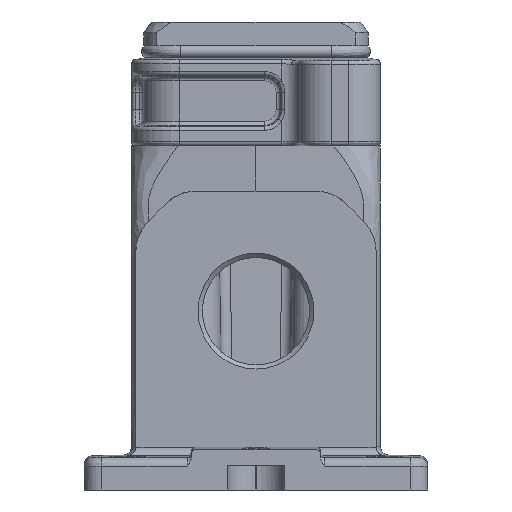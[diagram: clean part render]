
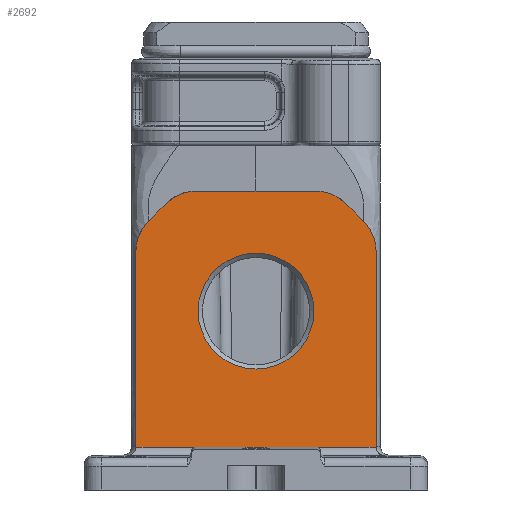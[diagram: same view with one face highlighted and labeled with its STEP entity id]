
A CAD part, left-side view. The second image highlights one B-rep face of the part: STEP entity #2692.
In plain terms, the highlighted planar face has unit normal (-1, 0, 0).
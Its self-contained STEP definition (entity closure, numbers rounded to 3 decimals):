
#2543=ELLIPSE('',#20011,2.,2.);
#2544=ELLIPSE('',#20012,1.,1.);
#2545=ELLIPSE('',#20013,1.,1.);
#2546=ELLIPSE('',#20014,2.,2.);
#2692=ADVANCED_FACE('',(#4797,#4798),#3670,.F.);
#3670=PLANE('',#20015);
#4196=CIRCLE('',#20006,13.5);
#4197=CIRCLE('',#20007,10.);
#4198=CIRCLE('',#20008,10.);
#4199=CIRCLE('',#20009,10.);
#4200=CIRCLE('',#20010,10.);
#4797=FACE_BOUND('',#5020,.T.);
#4798=FACE_BOUND('',#5021,.T.);
#5020=EDGE_LOOP('',(#6149));
#5021=EDGE_LOOP('',(#6150,#6151,#6152,#6153,#6154,#6155,#6156,#6157,#6158,
#6159,#6160,#6161,#6162,#6163,#6164,#6165));
#6149=ORIENTED_EDGE('',*,*,#12670,.T.);
#6150=ORIENTED_EDGE('',*,*,#12671,.F.);
#6151=ORIENTED_EDGE('',*,*,#12672,.T.);
#6152=ORIENTED_EDGE('',*,*,#12673,.F.);
#6153=ORIENTED_EDGE('',*,*,#12674,.T.);
#6154=ORIENTED_EDGE('',*,*,#12675,.F.);
#6155=ORIENTED_EDGE('',*,*,#12676,.F.);
#6156=ORIENTED_EDGE('',*,*,#12677,.T.);
#6157=ORIENTED_EDGE('',*,*,#12678,.F.);
#6158=ORIENTED_EDGE('',*,*,#12679,.T.);
#6159=ORIENTED_EDGE('',*,*,#12680,.F.);
#6160=ORIENTED_EDGE('',*,*,#12681,.F.);
#6161=ORIENTED_EDGE('',*,*,#12682,.F.);
#6162=ORIENTED_EDGE('',*,*,#12683,.T.);
#6163=ORIENTED_EDGE('',*,*,#12684,.T.);
#6164=ORIENTED_EDGE('',*,*,#12685,.T.);
#6165=ORIENTED_EDGE('',*,*,#12686,.T.);
#11093=VERTEX_POINT('',#28142);
#11094=VERTEX_POINT('',#28144);
#11095=VERTEX_POINT('',#28145);
#11096=VERTEX_POINT('',#28147);
#11097=VERTEX_POINT('',#28149);
#11098=VERTEX_POINT('',#28151);
#11099=VERTEX_POINT('',#28153);
#11100=VERTEX_POINT('',#28155);
#11101=VERTEX_POINT('',#28157);
#11102=VERTEX_POINT('',#28159);
#11103=VERTEX_POINT('',#28161);
#11104=VERTEX_POINT('',#28163);
#11105=VERTEX_POINT('',#28165);
#11106=VERTEX_POINT('',#28167);
#11107=VERTEX_POINT('',#28169);
#11108=VERTEX_POINT('',#28171);
#11109=VERTEX_POINT('',#28173);
#12670=EDGE_CURVE('',#11093,#11093,#4196,.T.);
#12671=EDGE_CURVE('',#11094,#11095,#15753,.T.);
#12672=EDGE_CURVE('',#11094,#11096,#4197,.T.);
#12673=EDGE_CURVE('',#11097,#11096,#15754,.T.);
#12674=EDGE_CURVE('',#11097,#11098,#4198,.T.);
#12675=EDGE_CURVE('',#11099,#11098,#15755,.T.);
#12676=EDGE_CURVE('',#11100,#11099,#4199,.T.);
#12677=EDGE_CURVE('',#11100,#11101,#15756,.T.);
#12678=EDGE_CURVE('',#11102,#11101,#4200,.T.);
#12679=EDGE_CURVE('',#11102,#11103,#15757,.T.);
#12680=EDGE_CURVE('',#11104,#11103,#2543,.T.);
#12681=EDGE_CURVE('',#11105,#11104,#15758,.T.);
#12682=EDGE_CURVE('',#11106,#11105,#2544,.T.);
#12683=EDGE_CURVE('',#11106,#11107,#15759,.T.);
#12684=EDGE_CURVE('',#11107,#11108,#2545,.T.);
#12685=EDGE_CURVE('',#11108,#11109,#15760,.T.);
#12686=EDGE_CURVE('',#11109,#11095,#2546,.T.);
#15753=LINE('',#28143,#17358);
#15754=LINE('',#28148,#17359);
#15755=LINE('',#28152,#17360);
#15756=LINE('',#28156,#17361);
#15757=LINE('',#28160,#17362);
#15758=LINE('',#28164,#17363);
#15759=LINE('',#28168,#17364);
#15760=LINE('',#28172,#17365);
#17358=VECTOR('',#21779,1.);
#17359=VECTOR('',#21782,1.);
#17360=VECTOR('',#21785,1.);
#17361=VECTOR('',#21788,1.);
#17362=VECTOR('',#21791,1.);
#17363=VECTOR('',#21794,1.);
#17364=VECTOR('',#21797,1.);
#17365=VECTOR('',#21800,1.);
#20006=AXIS2_PLACEMENT_3D('',#28141,#21777,#21778);
#20007=AXIS2_PLACEMENT_3D('',#28146,#21780,#21781);
#20008=AXIS2_PLACEMENT_3D('',#28150,#21783,#21784);
#20009=AXIS2_PLACEMENT_3D('',#28154,#21786,#21787);
#20010=AXIS2_PLACEMENT_3D('',#28158,#21789,#21790);
#20011=AXIS2_PLACEMENT_3D('',#28162,#21792,#21793);
#20012=AXIS2_PLACEMENT_3D('',#28166,#21795,#21796);
#20013=AXIS2_PLACEMENT_3D('',#28170,#21798,#21799);
#20014=AXIS2_PLACEMENT_3D('',#28174,#21801,#21802);
#20015=AXIS2_PLACEMENT_3D('',#28175,#21803,#21804);
#21777=DIRECTION('',(1.,0.,0.));
#21778=DIRECTION('',(0.,1.,0.));
#21779=DIRECTION('',(0.,0.,-1.));
#21780=DIRECTION('',(-1.,0.,0.));
#21781=DIRECTION('',(0.,-1.,0.));
#21782=DIRECTION('',(0.,-0.707,-0.707));
#21783=DIRECTION('',(-1.,0.,0.));
#21784=DIRECTION('',(0.,-1.,0.));
#21785=DIRECTION('',(0.,-1.,0.));
#21786=DIRECTION('',(1.,0.,0.));
#21787=DIRECTION('',(0.,1.,0.));
#21788=DIRECTION('',(0.,0.707,-0.707));
#21789=DIRECTION('',(1.,0.,0.));
#21790=DIRECTION('',(0.,1.,0.));
#21791=DIRECTION('',(0.,0.,-1.));
#21792=DIRECTION('',(-1.,0.,0.));
#21793=DIRECTION('',(0.,0.,1.));
#21794=DIRECTION('',(0.,1.,0.));
#21795=DIRECTION('',(-1.,0.,0.));
#21796=DIRECTION('',(0.,0.,-1.));
#21797=DIRECTION('',(0.,-1.,0.));
#21798=DIRECTION('',(1.,0.,0.));
#21799=DIRECTION('',(0.,0.,-1.));
#21800=DIRECTION('',(0.,-1.,0.));
#21801=DIRECTION('',(1.,0.,0.));
#21802=DIRECTION('',(0.,0.,1.));
#21803=DIRECTION('',(1.,0.,0.));
#21804=DIRECTION('',(0.,-1.,0.));
#28141=CARTESIAN_POINT('',(-49.6,0.,-38.5));
#28142=CARTESIAN_POINT('',(-49.6,13.5,-38.5));
#28143=CARTESIAN_POINT('',(-49.6,-28.,-72.5));
#28144=CARTESIAN_POINT('',(-49.6,-28.,-24.642));
#28145=CARTESIAN_POINT('',(-49.6,-28.,-70.2));
#28146=CARTESIAN_POINT('',(-49.6,-18.,-24.642));
#28147=CARTESIAN_POINT('',(-49.6,-25.071,-17.571));
#28148=CARTESIAN_POINT('',(-49.6,-28.,-20.5));
#28149=CARTESIAN_POINT('',(-49.6,-20.929,-13.429));
#28150=CARTESIAN_POINT('',(-49.6,-13.858,-20.5));
#28151=CARTESIAN_POINT('',(-49.6,-13.858,-10.5));
#28152=CARTESIAN_POINT('',(-49.6,-18.,-10.5));
#28153=CARTESIAN_POINT('',(-49.6,13.858,-10.5));
#28154=CARTESIAN_POINT('',(-49.6,13.858,-20.5));
#28155=CARTESIAN_POINT('',(-49.6,20.929,-13.429));
#28156=CARTESIAN_POINT('',(-49.6,28.,-20.5));
#28157=CARTESIAN_POINT('',(-49.6,25.071,-17.571));
#28158=CARTESIAN_POINT('',(-49.6,18.,-24.642));
#28159=CARTESIAN_POINT('',(-49.6,28.,-24.642));
#28160=CARTESIAN_POINT('',(-49.6,28.,-72.5));
#28161=CARTESIAN_POINT('',(-49.6,28.,-70.2));
#28162=CARTESIAN_POINT('',(-49.6,30.,-70.2));
#28163=CARTESIAN_POINT('',(-49.6,28.,-70.235));
#28164=CARTESIAN_POINT('',(-49.6,28.,-70.235));
#28165=CARTESIAN_POINT('',(-49.6,14.262,-70.235));
#28166=CARTESIAN_POINT('',(-49.6,14.,-71.2));
#28167=CARTESIAN_POINT('',(-49.6,14.,-70.2));
#28168=CARTESIAN_POINT('',(-49.6,-15.,-70.2));
#28169=CARTESIAN_POINT('',(-49.6,-14.,-70.2));
#28170=CARTESIAN_POINT('',(-49.6,-14.,-71.2));
#28171=CARTESIAN_POINT('',(-49.6,-14.262,-70.235));
#28172=CARTESIAN_POINT('',(-49.6,-28.,-70.235));
#28173=CARTESIAN_POINT('',(-49.6,-28.,-70.235));
#28174=CARTESIAN_POINT('',(-49.6,-30.,-70.2));
#28175=CARTESIAN_POINT('',(-49.6,-28.,-72.5));
